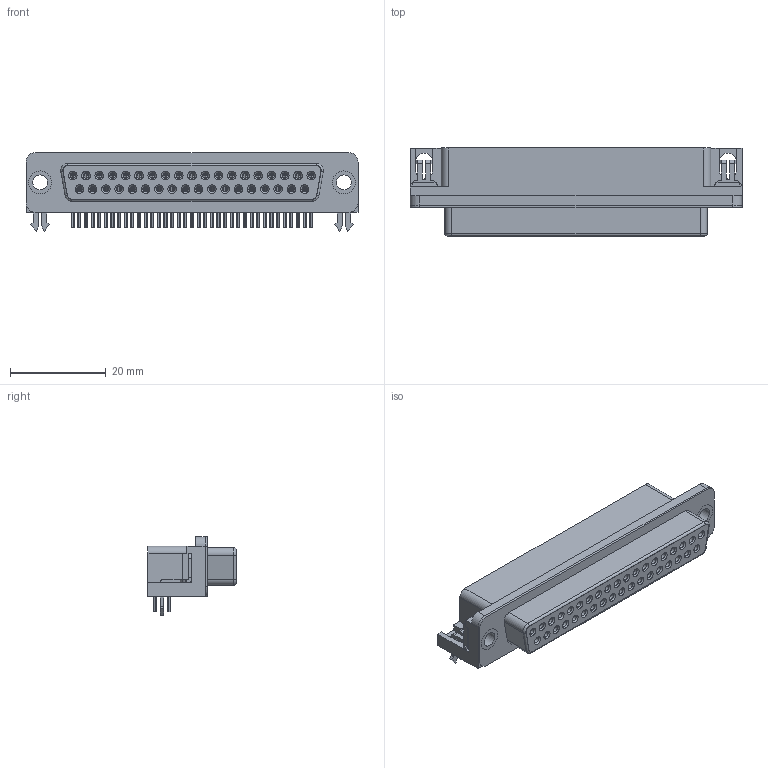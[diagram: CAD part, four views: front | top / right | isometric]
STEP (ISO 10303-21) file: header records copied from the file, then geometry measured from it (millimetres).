
FILE_DESCRIPTION(/* description */ ('Unknown'),/* implementation_level */ '2;1');
FILE_NAME(/* name */ '618037211821',/* time_stamp */ '2018-11-07T12:12:43+01:00',/* author */ ('Unknown'),/* organization */ ('Unknown'),/* preprocessor_version */ 'ST-DEVELOPER v16.7',/* originating_system */ 'DEX',/* authorisation */ $);
FILE_SCHEMA (('AUTOMOTIVE_DESIGN {1 0 10303 214 3 1 1}'));
Length unit declared in the file: millimetre
Products named in the file (8): 6180xx211821; 6180372xxx21; 6180372xxx21_ARRIERE; 6180xx2xxx21_PIN _COURTE; 6180xx2xxx21_PIN _LONGUE; 6180xx2xxx21_CLIP; 6180xx2xxx21_SERRAGE
Assembly tree (44 placements, depth 2):
  6180xx211821
    6180372xxx21
    6180372xxx21_ARRIERE
    6180xx2xxx21_PIN _COURTE  x18
    6180372xxx21
    6180xx2xxx21_PIN _LONGUE  x19
    6180xx2xxx21_CLIP  x2
    6180xx2xxx21_SERRAGE  x2
Bounding box: 69.4 x 18.4 x 16.5 mm (x, y, z)
Volume: 9015 mm3; surface area: 17152.3 mm2
Topology: 44 solids, 44 shells, 4630 faces, 12274 edges, 7768 vertices
Faces by surface type: plane 3068, cylinder 1141, bspline 296, torus 82, cone 43
Full cylindrical faces by diameter (mm): 1.2 x37, 3.121 x2, 4 x8
Entity records: 35250 total; most frequent: CARTESIAN_POINT 6681, ORIENTED_EDGE 5810, DIRECTION 5562, EDGE_CURVE 2905, LINE 2546, VECTOR 2546, VERTEX_POINT 1891, AXIS2_PLACEMENT_3D 1508
